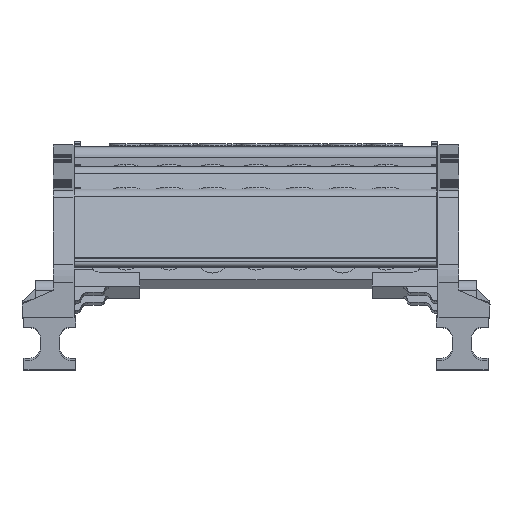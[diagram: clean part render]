
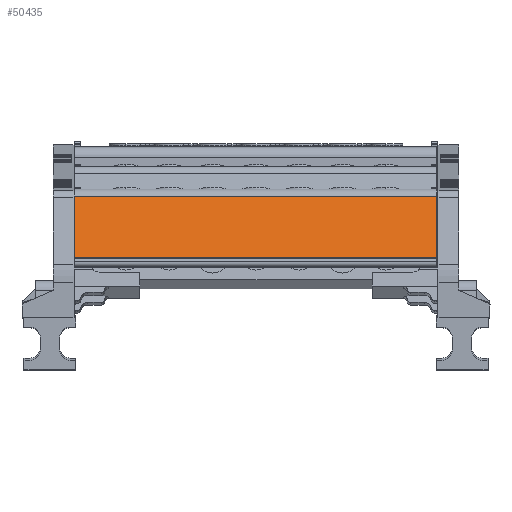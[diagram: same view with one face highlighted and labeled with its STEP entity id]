
A CAD part, top view. The second image highlights one B-rep face of the part: STEP entity #50435.
In plain terms, the highlighted planar face has unit normal (0, 0.276, 0.961).
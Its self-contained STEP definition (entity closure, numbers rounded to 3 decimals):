
#1491 = DIRECTION ( 'NONE',  ( 0., 0.961, -0.276 ) ) ;
#1610 = CARTESIAN_POINT ( 'NONE',  ( 43.67, 266.403, 42.292 ) ) ;
#1629 = LINE ( 'NONE', #1610, #94036 ) ;
#1714 = CARTESIAN_POINT ( 'NONE',  ( 43.67, 255.321, 45.469 ) ) ;
#1765 = DIRECTION ( 'NONE',  ( 1., 0., 0. ) ) ;
#1790 = LINE ( 'NONE', #1714, #94009 ) ;
#29180 = CARTESIAN_POINT ( 'NONE',  ( -60.8, 274.443, 39.986 ) ) ;
#29190 = LINE ( 'NONE', #29218, #30555 ) ;
#29192 = DIRECTION ( 'NONE',  ( -1., 0., 0. ) ) ;
#29209 = DIRECTION ( 'NONE',  ( 0., -0.961, 0.276 ) ) ;
#29216 = LINE ( 'NONE', #29180, #30553 ) ;
#29218 = CARTESIAN_POINT ( 'NONE',  ( 43.67, 274.443, 39.986 ) ) ;
#30553 = VECTOR ( 'NONE', #29209, 1000. ) ;
#30555 = VECTOR ( 'NONE', #29192, 1000. ) ;
#32500 = AXIS2_PLACEMENT_3D ( 'NONE', #60140, #60131, #60128 ) ;
#41553 = VERTEX_POINT ( 'NONE', #63309 ) ;
#41677 = VERTEX_POINT ( 'NONE', #63319 ) ;
#41736 = VERTEX_POINT ( 'NONE', #63476 ) ;
#50435 = ADVANCED_FACE ( 'NONE', ( #60112 ), #60117, .T. ) ;
#60112 = FACE_OUTER_BOUND ( 'NONE', #95287, .T. ) ;
#60117 = PLANE ( 'NONE',  #32500 ) ;
#60128 = DIRECTION ( 'NONE',  ( 0., -0.961, 0.276 ) ) ;
#60131 = DIRECTION ( 'NONE',  ( 0., 0.276, 0.961 ) ) ;
#60140 = CARTESIAN_POINT ( 'NONE',  ( 43.67, 266.403, 42.292 ) ) ;
#63309 = CARTESIAN_POINT ( 'NONE',  ( 43.67, 255.321, 45.469 ) ) ;
#63319 = CARTESIAN_POINT ( 'NONE',  ( 43.67, 274.443, 39.986 ) ) ;
#63476 = CARTESIAN_POINT ( 'NONE',  ( -60.8, 255.321, 45.469 ) ) ;
#71987 = EDGE_CURVE ( 'NONE', #41553, #41677, #1629, .T. ) ;
#72002 = EDGE_CURVE ( 'NONE', #41736, #41553, #1790, .T. ) ;
#73089 = EDGE_CURVE ( 'NONE', #90514, #41736, #29216, .T. ) ;
#73090 = EDGE_CURVE ( 'NONE', #41677, #90514, #29190, .T. ) ;
#90514 = VERTEX_POINT ( 'NONE', #99697 ) ;
#91470 = ORIENTED_EDGE ( 'NONE', *, *, #71987, .T. ) ;
#91485 = ORIENTED_EDGE ( 'NONE', *, *, #73089, .T. ) ;
#91503 = ORIENTED_EDGE ( 'NONE', *, *, #72002, .T. ) ;
#91530 = ORIENTED_EDGE ( 'NONE', *, *, #73090, .T. ) ;
#94009 = VECTOR ( 'NONE', #1765, 1000. ) ;
#94036 = VECTOR ( 'NONE', #1491, 1000. ) ;
#95287 = EDGE_LOOP ( 'NONE', ( #91485, #91503, #91470, #91530 ) ) ;
#99697 = CARTESIAN_POINT ( 'NONE',  ( -60.8, 274.443, 39.986 ) ) ;
